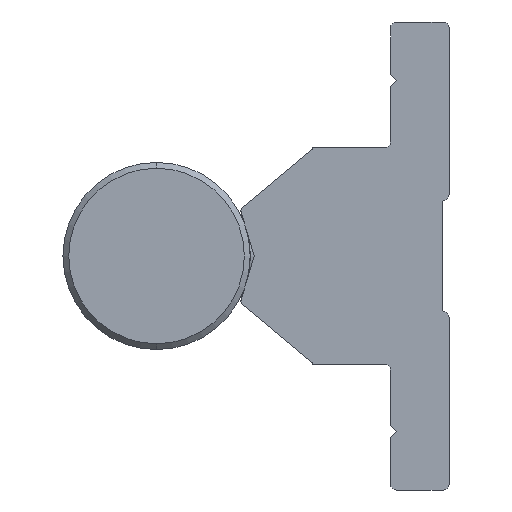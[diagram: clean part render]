
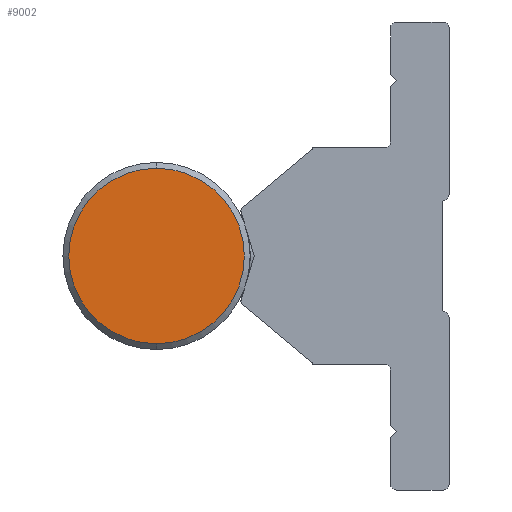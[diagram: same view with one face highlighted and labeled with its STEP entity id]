
A CAD part, left-side view. The second image highlights one B-rep face of the part: STEP entity #9002.
In plain terms, the highlighted planar face has unit normal (-1, 0, 0).
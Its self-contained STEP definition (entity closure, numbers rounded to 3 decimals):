
#659 = ORIENTED_EDGE ( 'NONE', *, *, #8946, .T. ) ;
#1062 = AXIS2_PLACEMENT_3D ( 'NONE', #6386, #7900, #1196 ) ;
#1196 = DIRECTION ( 'NONE',  ( 0., 0., 1. ) ) ;
#2703 = ORIENTED_EDGE ( 'NONE', *, *, #6306, .T. ) ;
#2735 = DIRECTION ( 'NONE',  ( -1., 0., 0. ) ) ;
#2764 = CARTESIAN_POINT ( 'NONE',  ( -250., -25., -500. ) ) ;
#3111 = CIRCLE ( 'NONE', #1062, 7.5 ) ;
#3956 = FACE_OUTER_BOUND ( 'NONE', #6848, .T. ) ;
#4586 = VERTEX_POINT ( 'NONE', #5995 ) ;
#4615 = AXIS2_PLACEMENT_3D ( 'NONE', #2764, #2735, #6421 ) ;
#5092 = DIRECTION ( 'NONE',  ( -1., 0., 0. ) ) ;
#5321 = CARTESIAN_POINT ( 'NONE',  ( -250., 0., 7.5 ) ) ;
#5995 = CARTESIAN_POINT ( 'NONE',  ( -250., 0., -7.5 ) ) ;
#6306 = EDGE_CURVE ( 'NONE', #4586, #7876, #6621, .T. ) ;
#6386 = CARTESIAN_POINT ( 'NONE',  ( -250., 0., 0. ) ) ;
#6421 = DIRECTION ( 'NONE',  ( 0., 0., 1. ) ) ;
#6621 = CIRCLE ( 'NONE', #7153, 7.5 ) ;
#6848 = EDGE_LOOP ( 'NONE', ( #2703, #659 ) ) ;
#7153 = AXIS2_PLACEMENT_3D ( 'NONE', #7174, #5092, #7322 ) ;
#7174 = CARTESIAN_POINT ( 'NONE',  ( -250., 0., 0. ) ) ;
#7322 = DIRECTION ( 'NONE',  ( 0., 0., 1. ) ) ;
#7876 = VERTEX_POINT ( 'NONE', #5321 ) ;
#7900 = DIRECTION ( 'NONE',  ( -1., 0., 0. ) ) ;
#8946 = EDGE_CURVE ( 'NONE', #7876, #4586, #3111, .T. ) ;
#8950 = PLANE ( 'NONE',  #4615 ) ;
#9002 = ADVANCED_FACE ( 'NONE', ( #3956 ), #8950, .T. ) ;
